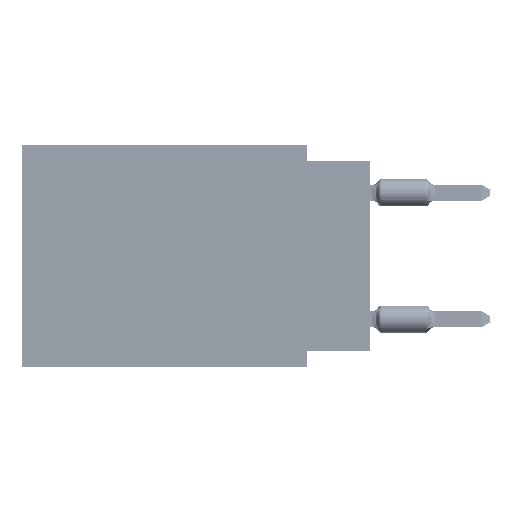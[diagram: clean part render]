
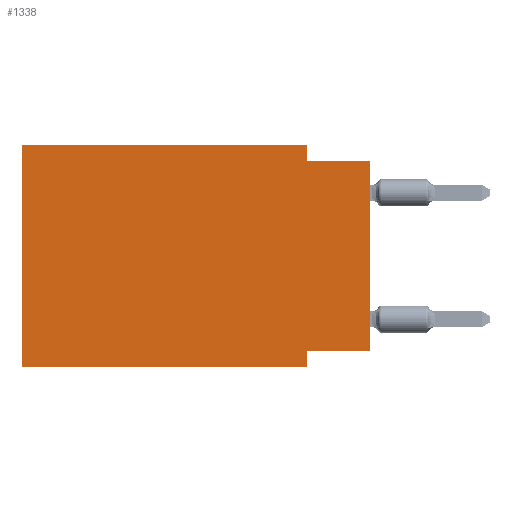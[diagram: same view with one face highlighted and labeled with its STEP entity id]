
A CAD part, left-side view. The second image highlights one B-rep face of the part: STEP entity #1338.
In plain terms, the highlighted planar face has unit normal (-1, 0, 0).
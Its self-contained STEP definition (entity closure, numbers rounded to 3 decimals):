
#1338 = ADVANCED_FACE ( 'NONE', ( #59938 ), #74378, .F. ) ;
#1822 = ORIENTED_EDGE ( 'NONE', *, *, #50057, .F. ) ;
#2463 = VECTOR ( 'NONE', #81491, 1000. ) ;
#4423 = DIRECTION ( 'NONE',  ( 0., 0., -1. ) ) ;
#4826 = CARTESIAN_POINT ( 'NONE',  ( 0., 0., 0. ) ) ;
#9931 = DIRECTION ( 'NONE',  ( 0., -1., 0. ) ) ;
#10175 = CARTESIAN_POINT ( 'NONE',  ( 0., 2.54, -0.635 ) ) ;
#10509 = CARTESIAN_POINT ( 'NONE',  ( 0., 2.54, 0. ) ) ;
#13094 = DIRECTION ( 'NONE',  ( 0., 0., -1. ) ) ;
#14431 = CARTESIAN_POINT ( 'NONE',  ( 0., 2.54, 0. ) ) ;
#17291 = LINE ( 'NONE', #80486, #61252 ) ;
#18837 = CARTESIAN_POINT ( 'NONE',  ( 0., 13.97, 0. ) ) ;
#19573 = VECTOR ( 'NONE', #13094, 1000. ) ;
#20392 = VERTEX_POINT ( 'NONE', #85912 ) ;
#24182 = LINE ( 'NONE', #37299, #54717 ) ;
#24359 = CARTESIAN_POINT ( 'NONE',  ( 0., 13.97, 0. ) ) ;
#26326 = ORIENTED_EDGE ( 'NONE', *, *, #58377, .F. ) ;
#26850 = LINE ( 'NONE', #52624, #2463 ) ;
#27908 = ORIENTED_EDGE ( 'NONE', *, *, #39802, .F. ) ;
#28465 = VECTOR ( 'NONE', #28948, 1000. ) ;
#28948 = DIRECTION ( 'NONE',  ( 0., -1., 0. ) ) ;
#29787 = EDGE_LOOP ( 'NONE', ( #76987, #85740, #85866, #1822, #57876, #61753, #26326, #27908 ) ) ;
#37299 = CARTESIAN_POINT ( 'NONE',  ( 0., 0., -0.635 ) ) ;
#37762 = VECTOR ( 'NONE', #9931, 1000. ) ;
#38285 = CARTESIAN_POINT ( 'NONE',  ( 0., 0., -0.635 ) ) ;
#39586 = LINE ( 'NONE', #4826, #79638 ) ;
#39802 = EDGE_CURVE ( 'NONE', #55987, #20392, #17291, .T. ) ;
#44396 = EDGE_CURVE ( 'NONE', #82967, #88564, #26850, .T. ) ;
#45392 = DIRECTION ( 'NONE',  ( 0., -1., 0. ) ) ;
#48750 = CARTESIAN_POINT ( 'NONE',  ( 0., 13.97, 0. ) ) ;
#50057 = EDGE_CURVE ( 'NONE', #88564, #57764, #86211, .T. ) ;
#50062 = LINE ( 'NONE', #84814, #83465 ) ;
#50522 = EDGE_CURVE ( 'NONE', #55987, #71192, #39586, .T. ) ;
#52624 = CARTESIAN_POINT ( 'NONE',  ( 0., 13.97, 0. ) ) ;
#54717 = VECTOR ( 'NONE', #45392, 1000. ) ;
#55548 = VERTEX_POINT ( 'NONE', #10175 ) ;
#55987 = VERTEX_POINT ( 'NONE', #63907 ) ;
#56931 = CARTESIAN_POINT ( 'NONE',  ( 0., 13.97, -8.89 ) ) ;
#57764 = VERTEX_POINT ( 'NONE', #10509 ) ;
#57876 = ORIENTED_EDGE ( 'NONE', *, *, #44396, .F. ) ;
#58377 = EDGE_CURVE ( 'NONE', #20392, #89067, #50062, .T. ) ;
#59001 = EDGE_CURVE ( 'NONE', #55548, #71192, #24182, .T. ) ;
#59938 = FACE_OUTER_BOUND ( 'NONE', #29787, .T. ) ;
#61252 = VECTOR ( 'NONE', #65617, 1000. ) ;
#61753 = ORIENTED_EDGE ( 'NONE', *, *, #80812, .T. ) ;
#63907 = CARTESIAN_POINT ( 'NONE',  ( 0., 0., -8.255 ) ) ;
#64149 = LINE ( 'NONE', #56931, #28465 ) ;
#65617 = DIRECTION ( 'NONE',  ( 0., 1., 0. ) ) ;
#70393 = DIRECTION ( 'NONE',  ( 0., 0., -1. ) ) ;
#71192 = VERTEX_POINT ( 'NONE', #38285 ) ;
#72961 = CARTESIAN_POINT ( 'NONE',  ( 0., 2.54, -8.89 ) ) ;
#74378 = PLANE ( 'NONE',  #81132 ) ;
#74926 = EDGE_CURVE ( 'NONE', #57764, #55548, #83052, .T. ) ;
#76987 = ORIENTED_EDGE ( 'NONE', *, *, #50522, .T. ) ;
#78823 = CARTESIAN_POINT ( 'NONE',  ( 0., 13.97, -8.89 ) ) ;
#79638 = VECTOR ( 'NONE', #86988, 1000. ) ;
#80486 = CARTESIAN_POINT ( 'NONE',  ( 0., 0., -8.255 ) ) ;
#80812 = EDGE_CURVE ( 'NONE', #82967, #89067, #64149, .T. ) ;
#81132 = AXIS2_PLACEMENT_3D ( 'NONE', #18837, #88803, #4423 ) ;
#81491 = DIRECTION ( 'NONE',  ( 0., 0., 1. ) ) ;
#82967 = VERTEX_POINT ( 'NONE', #78823 ) ;
#83052 = LINE ( 'NONE', #14431, #19573 ) ;
#83465 = VECTOR ( 'NONE', #70393, 1000. ) ;
#84814 = CARTESIAN_POINT ( 'NONE',  ( 0., 2.54, -8.89 ) ) ;
#85740 = ORIENTED_EDGE ( 'NONE', *, *, #59001, .F. ) ;
#85866 = ORIENTED_EDGE ( 'NONE', *, *, #74926, .F. ) ;
#85912 = CARTESIAN_POINT ( 'NONE',  ( 0., 2.54, -8.255 ) ) ;
#86211 = LINE ( 'NONE', #24359, #37762 ) ;
#86988 = DIRECTION ( 'NONE',  ( 0., 0., 1. ) ) ;
#88564 = VERTEX_POINT ( 'NONE', #48750 ) ;
#88803 = DIRECTION ( 'NONE',  ( 1., 0., 0. ) ) ;
#89067 = VERTEX_POINT ( 'NONE', #72961 ) ;
